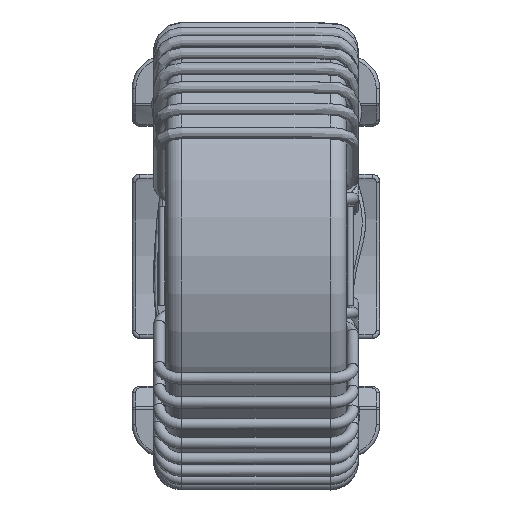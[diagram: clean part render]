
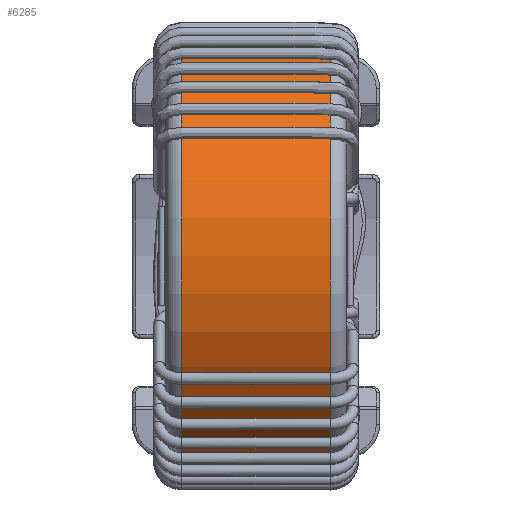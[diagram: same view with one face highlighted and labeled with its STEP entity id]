
A CAD part, top view. The second image highlights one B-rep face of the part: STEP entity #6285.
In plain terms, the highlighted cylindrical face has radius 6.75 mm (diameter 13.5 mm), a full revolution.
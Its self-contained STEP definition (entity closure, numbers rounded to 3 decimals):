
#396=CYLINDRICAL_SURFACE('',#8326,6.75);
#775=CIRCLE('',#8319,6.75);
#778=CIRCLE('',#8324,6.75);
#2559=ORIENTED_EDGE('',*,*,#3382,.T.);
#2560=ORIENTED_EDGE('',*,*,#3379,.F.);
#3379=EDGE_CURVE('',#3953,#3953,#775,.T.);
#3382=EDGE_CURVE('',#3956,#3956,#778,.T.);
#3953=VERTEX_POINT('',#21584);
#3956=VERTEX_POINT('',#21592);
#5061=EDGE_LOOP('',(#2559));
#5062=EDGE_LOOP('',(#2560));
#5719=FACE_BOUND('',#5061,.T.);
#5720=FACE_BOUND('',#5062,.T.);
#6285=ADVANCED_FACE('',(#5719,#5720),#396,.T.);
#8319=AXIS2_PLACEMENT_3D('',#21583,#10116,#10117);
#8324=AXIS2_PLACEMENT_3D('',#21591,#10126,#10127);
#8326=AXIS2_PLACEMENT_3D('',#21595,#10130,#10131);
#10116=DIRECTION('',(0.,1.,0.));
#10117=DIRECTION('',(0.,0.,1.));
#10126=DIRECTION('',(0.,1.,0.));
#10127=DIRECTION('',(0.,0.,1.));
#10130=DIRECTION('',(0.,-1.,0.));
#10131=DIRECTION('',(0.,0.,1.));
#21583=CARTESIAN_POINT('',(0.,2.25,7.9));
#21584=CARTESIAN_POINT('',(0.,2.25,14.65));
#21591=CARTESIAN_POINT('',(0.,-2.25,7.9));
#21592=CARTESIAN_POINT('',(0.,-2.25,14.65));
#21595=CARTESIAN_POINT('',(0.,-2.75,7.9));
